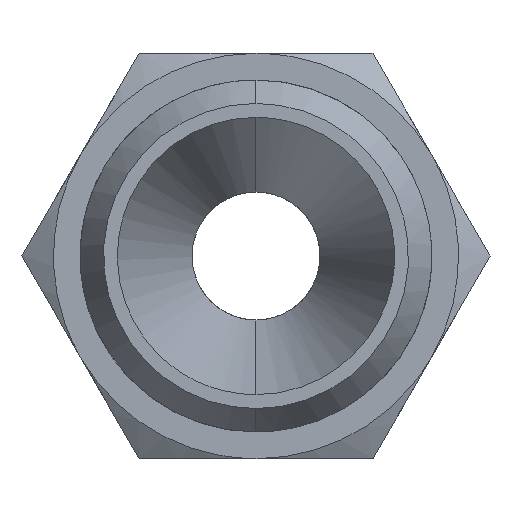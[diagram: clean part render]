
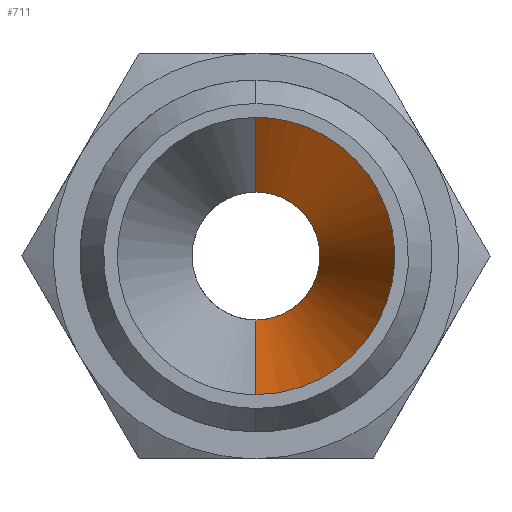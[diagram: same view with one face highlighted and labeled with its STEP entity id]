
A CAD part, front view. The second image highlights one B-rep face of the part: STEP entity #711.
In plain terms, the highlighted free-form (B-spline) face has degree [1, 3] with [2, 7] control points.
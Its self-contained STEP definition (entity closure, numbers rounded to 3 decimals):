
#85 = CARTESIAN_POINT ( 'NONE',  ( 0., 0., 6.5 ) ) ;
#99 =( BOUNDED_SURFACE ( )  B_SPLINE_SURFACE ( 1, 3, ( 
 ( #422, #1558, #1224, #409, #269, #1907, #257 ),
 ( #1380, #1739, #392, #1893, #2063, #2041, #85 ) ),
 .UNSPECIFIED., .F., .F., .T. ) 
 B_SPLINE_SURFACE_WITH_KNOTS ( ( 2, 2 ),
 ( 4, 3, 4 ),
 ( 0., 1. ),
 ( 0., 0.5, 1. ),
 .UNSPECIFIED. ) 
 GEOMETRIC_REPRESENTATION_ITEM ( )  RATIONAL_B_SPLINE_SURFACE ( (
 ( 1., 0.805, 0.805, 1., 0.805, 0.805, 1.),
 ( 1., 0.805, 0.805, 1., 0.805, 0.805, 1.) ) ) 
 REPRESENTATION_ITEM ( '' )  SURFACE ( )  );
#102 = CARTESIAN_POINT ( 'NONE',  ( 0., 9.616, -3. ) ) ;
#129 = CARTESIAN_POINT ( 'NONE',  ( 0., 0., -6.5 ) ) ;
#131 = CARTESIAN_POINT ( 'NONE',  ( 6.5, 0., -3.808 ) ) ;
#134 = CARTESIAN_POINT ( 'NONE',  ( 0., 9.616, 3. ) ) ;
#138 = CARTESIAN_POINT ( 'NONE',  ( 3.808, 0., 6.5 ) ) ;
#148 = CARTESIAN_POINT ( 'NONE',  ( 6.5, 0., 0. ) ) ;
#159 = EDGE_CURVE ( 'NONE', #1141, #929, #1794, .T. ) ;
#230 = CARTESIAN_POINT ( 'NONE',  ( 0., 9.616, -3. ) ) ;
#257 = CARTESIAN_POINT ( 'NONE',  ( 0., 9.616, 3. ) ) ;
#269 = CARTESIAN_POINT ( 'NONE',  ( 3., 9.616, 1.757 ) ) ;
#315 = CARTESIAN_POINT ( 'NONE',  ( 3.808, 0., -6.5 ) ) ;
#317 = CARTESIAN_POINT ( 'NONE',  ( 1.757, 9.616, -3. ) ) ;
#392 = CARTESIAN_POINT ( 'NONE',  ( 6.5, 0., -3.808 ) ) ;
#400 = CARTESIAN_POINT ( 'NONE',  ( 0., 9.616, 3. ) ) ;
#409 = CARTESIAN_POINT ( 'NONE',  ( 3., 9.616, 0. ) ) ;
#422 = CARTESIAN_POINT ( 'NONE',  ( 0., 9.616, -3. ) ) ;
#480 = CARTESIAN_POINT ( 'NONE',  ( 3., 9.616, 0. ) ) ;
#490 = CARTESIAN_POINT ( 'NONE',  ( 0., 9.616, -3. ) ) ;
#494 = B_SPLINE_CURVE_WITH_KNOTS ( 'NONE', 1,
 ( #129, #102 ),
 .UNSPECIFIED., .F., .F.,
 ( 2, 2 ),
 ( -1., 0. ),
 .UNSPECIFIED. ) ;
#578 = CARTESIAN_POINT ( 'NONE',  ( 0., 0., 6.5 ) ) ;
#669 = CARTESIAN_POINT ( 'NONE',  ( 3., 9.616, -1.757 ) ) ;
#711 = ADVANCED_FACE ( 'NONE', ( #838 ), #99, .T. ) ;
#715 = EDGE_CURVE ( 'NONE', #929, #1760, #805, .T. ) ;
#756 = VERTEX_POINT ( 'NONE', #1095 ) ;
#758 = EDGE_CURVE ( 'NONE', #756, #1141, #494, .T. ) ;
#799 = CARTESIAN_POINT ( 'NONE',  ( 0., 0., -6.5 ) ) ;
#805 = B_SPLINE_CURVE_WITH_KNOTS ( 'NONE', 1,
 ( #400, #578 ),
 .UNSPECIFIED., .F., .F.,
 ( 2, 2 ),
 ( -1., 0. ),
 .UNSPECIFIED. ) ;
#838 = FACE_OUTER_BOUND ( 'NONE', #1977, .T. ) ;
#929 = VERTEX_POINT ( 'NONE', #134 ) ;
#979 = CARTESIAN_POINT ( 'NONE',  ( 0., 9.616, 3. ) ) ;
#984 = ORIENTED_EDGE ( 'NONE', *, *, #159, .F. ) ;
#1033 = ORIENTED_EDGE ( 'NONE', *, *, #758, .F. ) ;
#1095 = CARTESIAN_POINT ( 'NONE',  ( 0., 0., -6.5 ) ) ;
#1129 = CARTESIAN_POINT ( 'NONE',  ( 3., 9.616, 1.757 ) ) ;
#1141 = VERTEX_POINT ( 'NONE', #230 ) ;
#1224 = CARTESIAN_POINT ( 'NONE',  ( 3., 9.616, -1.757 ) ) ;
#1260 = ORIENTED_EDGE ( 'NONE', *, *, #715, .F. ) ;
#1297 =( BOUNDED_CURVE ( )  B_SPLINE_CURVE ( 3, ( #799, #315, #131, #148, #2086, #138, #1615 ),
 .UNSPECIFIED., .F., .F. ) 
 B_SPLINE_CURVE_WITH_KNOTS ( ( 4, 3, 4 ),
 ( -3.142, -1.571, 0. ),
 .UNSPECIFIED. ) 
 CURVE ( )  GEOMETRIC_REPRESENTATION_ITEM ( )  RATIONAL_B_SPLINE_CURVE ( ( 1., 0.805, 0.805, 1., 0.805, 0.805, 1. ) ) 
 REPRESENTATION_ITEM ( '' )  );
#1340 = CARTESIAN_POINT ( 'NONE',  ( 0., 0., 6.5 ) ) ;
#1362 = ORIENTED_EDGE ( 'NONE', *, *, #1909, .T. ) ;
#1380 = CARTESIAN_POINT ( 'NONE',  ( 0., 0., -6.5 ) ) ;
#1558 = CARTESIAN_POINT ( 'NONE',  ( 1.757, 9.616, -3. ) ) ;
#1615 = CARTESIAN_POINT ( 'NONE',  ( 0., 0., 6.5 ) ) ;
#1634 = CARTESIAN_POINT ( 'NONE',  ( 1.757, 9.616, 3. ) ) ;
#1739 = CARTESIAN_POINT ( 'NONE',  ( 3.808, 0., -6.5 ) ) ;
#1760 = VERTEX_POINT ( 'NONE', #1340 ) ;
#1794 =( BOUNDED_CURVE ( )  B_SPLINE_CURVE ( 3, ( #490, #317, #669, #480, #1129, #1634, #979 ),
 .UNSPECIFIED., .F., .F. ) 
 B_SPLINE_CURVE_WITH_KNOTS ( ( 4, 3, 4 ),
 ( -3.142, -1.571, 0. ),
 .UNSPECIFIED. ) 
 CURVE ( )  GEOMETRIC_REPRESENTATION_ITEM ( )  RATIONAL_B_SPLINE_CURVE ( ( 1., 0.805, 0.805, 1., 0.805, 0.805, 1. ) ) 
 REPRESENTATION_ITEM ( '' )  );
#1893 = CARTESIAN_POINT ( 'NONE',  ( 6.5, 0., 0. ) ) ;
#1907 = CARTESIAN_POINT ( 'NONE',  ( 1.757, 9.616, 3. ) ) ;
#1909 = EDGE_CURVE ( 'NONE', #756, #1760, #1297, .T. ) ;
#1977 = EDGE_LOOP ( 'NONE', ( #1033, #1362, #1260, #984 ) ) ;
#2041 = CARTESIAN_POINT ( 'NONE',  ( 3.808, 0., 6.5 ) ) ;
#2063 = CARTESIAN_POINT ( 'NONE',  ( 6.5, 0., 3.808 ) ) ;
#2086 = CARTESIAN_POINT ( 'NONE',  ( 6.5, 0., 3.808 ) ) ;
